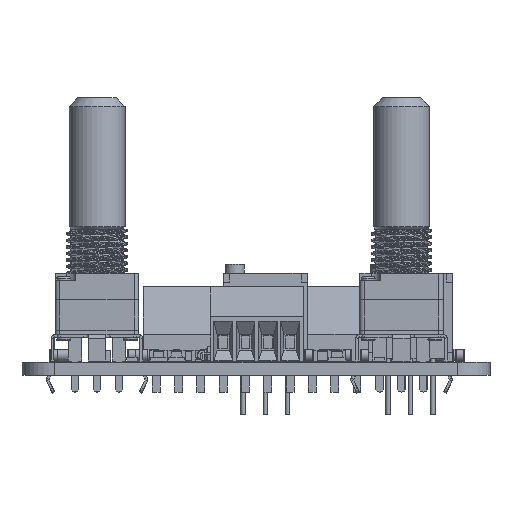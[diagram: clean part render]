
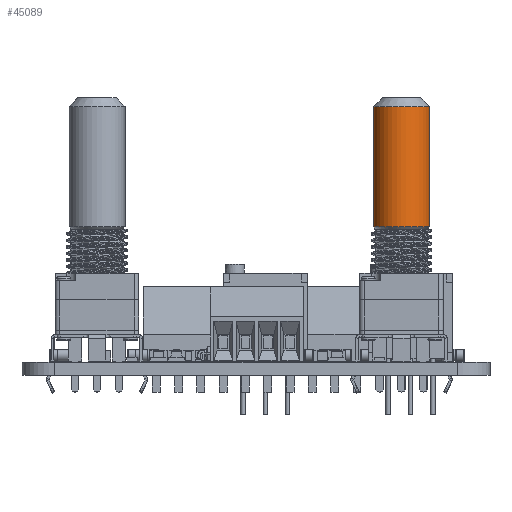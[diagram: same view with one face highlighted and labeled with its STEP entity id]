
A CAD part, left-side view. The second image highlights one B-rep face of the part: STEP entity #45089.
In plain terms, the highlighted cylindrical face has radius 3.175 mm (diameter 6.35 mm), a full revolution.
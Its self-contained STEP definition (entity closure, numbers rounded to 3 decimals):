
#44837 = VERTEX_POINT('',#44838);
#44838 = CARTESIAN_POINT('',(3.172,0.007,15.344)
  );
#44846 = EDGE_CURVE('',#44837,#44837,#44847,.T.);
#44847 = CIRCLE('',#44848,3.175);
#44848 = AXIS2_PLACEMENT_3D('',#44849,#44850,#44851);
#44849 = CARTESIAN_POINT('',(-0.003,0.007,
    15.344));
#44850 = DIRECTION('',(-0.,0.,1.));
#44851 = DIRECTION('',(1.,0.,0.));
#45089 = ADVANCED_FACE('',(#45090),#45109,.T.);
#45090 = FACE_BOUND('',#45091,.T.);
#45091 = EDGE_LOOP('',(#45092,#45093,#45101,#45108));
#45092 = ORIENTED_EDGE('',*,*,#44846,.T.);
#45093 = ORIENTED_EDGE('',*,*,#45094,.T.);
#45094 = EDGE_CURVE('',#44837,#45095,#45097,.T.);
#45095 = VERTEX_POINT('',#45096);
#45096 = CARTESIAN_POINT('',(3.172,0.007,29.044)
  );
#45097 = LINE('',#45098,#45099);
#45098 = CARTESIAN_POINT('',(3.172,0.007,15.044)
  );
#45099 = VECTOR('',#45100,1.);
#45100 = DIRECTION('',(0.,0.,1.));
#45101 = ORIENTED_EDGE('',*,*,#45102,.F.);
#45102 = EDGE_CURVE('',#45095,#45095,#45103,.T.);
#45103 = CIRCLE('',#45104,3.175);
#45104 = AXIS2_PLACEMENT_3D('',#45105,#45106,#45107);
#45105 = CARTESIAN_POINT('',(-0.003,0.007,
    29.044));
#45106 = DIRECTION('',(-0.,0.,1.));
#45107 = DIRECTION('',(1.,0.,0.));
#45108 = ORIENTED_EDGE('',*,*,#45094,.F.);
#45109 = CYLINDRICAL_SURFACE('',#45110,3.175);
#45110 = AXIS2_PLACEMENT_3D('',#45111,#45112,#45113);
#45111 = CARTESIAN_POINT('',(-0.003,0.007,
    15.044));
#45112 = DIRECTION('',(0.,0.,-1.));
#45113 = DIRECTION('',(1.,0.,0.));
